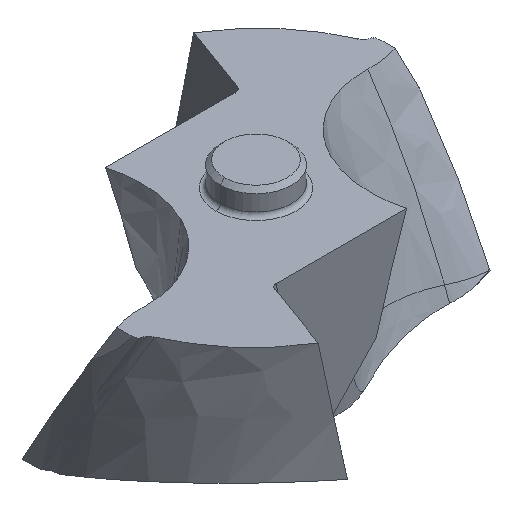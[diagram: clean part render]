
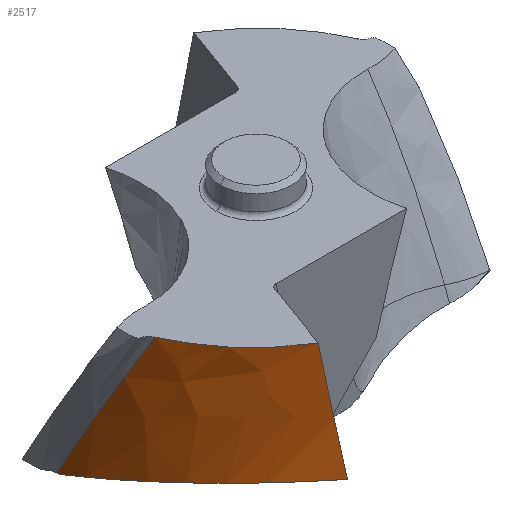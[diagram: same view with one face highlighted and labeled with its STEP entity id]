
A CAD part, isometric view. The second image highlights one B-rep face of the part: STEP entity #2517.
In plain terms, the highlighted free-form (B-spline) face has degree [3, 3] with [7, 5] control points.
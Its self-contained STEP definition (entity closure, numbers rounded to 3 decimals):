
#162=CARTESIAN_POINT('',(-3.577,-5.734,
0.));
#163=CARTESIAN_POINT('',(-4.065,-5.439,
0.));
#164=CARTESIAN_POINT('',(-5.14,-4.586,
0.));
#165=CARTESIAN_POINT('',(-5.914,-3.44,
0.));
#166=CARTESIAN_POINT('',(-6.233,-2.717,
0.));
#764=CARTESIAN_POINT('',(-6.8,0.109,
-5.21));
#774=CARTESIAN_POINT('',(-2.901,-6.074,
-4.262));
#775=CARTESIAN_POINT('',(-3.087,-5.988,
-4.227));
#776=CARTESIAN_POINT('',(-3.445,-5.801,
-4.17));
#777=CARTESIAN_POINT('',(-3.93,-5.493,
-4.112));
#778=CARTESIAN_POINT('',(-4.397,-5.14,
-4.079));
#779=CARTESIAN_POINT('',(-4.823,-4.755,
-4.073));
#780=CARTESIAN_POINT('',(-5.219,-4.331,
-4.093));
#781=CARTESIAN_POINT('',(-5.582,-3.865,
-4.142));
#782=CARTESIAN_POINT('',(-5.892,-3.386,
-4.214));
#783=CARTESIAN_POINT('',(-6.162,-2.881,
-4.311));
#784=CARTESIAN_POINT('',(-6.394,-2.332,
-4.44));
#785=CARTESIAN_POINT('',(-6.568,-1.797,
-4.584));
#786=CARTESIAN_POINT('',(-6.706,-1.189,-4.769));
#787=CARTESIAN_POINT('',(-6.781,-0.63,
-4.958));
#788=CARTESIAN_POINT('',(-6.801,-0.213,
-5.112));
#789=CARTESIAN_POINT('',(-6.801,0.,
-5.195));
#791=CARTESIAN_POINT('',(-6.801,0.,
-5.195));
#792=CARTESIAN_POINT('',(-6.801,0.012,
-5.197));
#793=CARTESIAN_POINT('',(-6.801,0.036,
-5.2));
#794=CARTESIAN_POINT('',(-6.8,0.073,
-5.205));
#795=CARTESIAN_POINT('',(-6.8,0.097,
-5.208));
#796=CARTESIAN_POINT('',(-6.8,0.109,
-5.21));
#798=CARTESIAN_POINT('',(-6.8,0.109,
-5.21));
#799=CARTESIAN_POINT('',(-6.815,-0.442,
-4.188));
#800=CARTESIAN_POINT('',(-6.715,-1.4,
-2.452));
#801=CARTESIAN_POINT('',(-6.399,-2.34,
-0.715));
#802=CARTESIAN_POINT('',(-6.233,-2.717,
0.));
#804=CARTESIAN_POINT('',(-3.577,-5.734,
0.));
#805=CARTESIAN_POINT('',(-3.523,-5.753,
-0.324));
#806=CARTESIAN_POINT('',(-3.421,-5.788,
-0.936));
#807=CARTESIAN_POINT('',(-3.288,-5.841,
-1.748));
#808=CARTESIAN_POINT('',(-3.174,-5.894,
-2.459));
#809=CARTESIAN_POINT('',(-3.073,-5.95,
-3.101));
#810=CARTESIAN_POINT('',(-2.983,-6.009,
-3.698));
#811=CARTESIAN_POINT('',(-2.928,-6.052,
-4.078));
#812=CARTESIAN_POINT('',(-2.901,-6.074,
-4.262));
#964=CARTESIAN_POINT('',(-3.577,-5.734,
0.));
#965=VERTEX_POINT('',#964);
#966=VERTEX_POINT('',#166);
#997=CARTESIAN_POINT('',(-6.801,0.,
-5.195));
#998=VERTEX_POINT('',#997);
#999=VERTEX_POINT('',#774);
#1014=VERTEX_POINT('',#764);
#2473=CARTESIAN_POINT('',(-3.186,-6.003,
-5.262));
#2474=CARTESIAN_POINT('',(-2.778,-6.134,
-4.223));
#2475=CARTESIAN_POINT('',(-1.952,-6.381,
-2.453));
#2476=CARTESIAN_POINT('',(-0.903,-6.608,
-0.682));
#2477=CARTESIAN_POINT('',(-0.432,-6.691,
0.05));
#2478=CARTESIAN_POINT('',(-3.263,-5.962,
-5.262));
#2479=CARTESIAN_POINT('',(-2.856,-6.101,
-4.223));
#2480=CARTESIAN_POINT('',(-2.034,-6.36,
-2.453));
#2481=CARTESIAN_POINT('',(-0.987,-6.599,
-0.682));
#2482=CARTESIAN_POINT('',(-0.518,-6.687,
0.05));
#2483=CARTESIAN_POINT('',(-4.042,-5.53,
-5.262));
#2484=CARTESIAN_POINT('',(-3.655,-5.742,
-4.223));
#2485=CARTESIAN_POINT('',(-2.864,-6.126,
-2.453));
#2486=CARTESIAN_POINT('',(-1.849,-6.49,
-0.682));
#2487=CARTESIAN_POINT('',(-1.392,-6.63,
0.05));
#2488=CARTESIAN_POINT('',(-5.357,-4.417,
-5.262));
#2489=CARTESIAN_POINT('',(-5.032,-4.76,
-4.223));
#2490=CARTESIAN_POINT('',(-4.349,-5.369,
-2.453));
#2491=CARTESIAN_POINT('',(-3.441,-5.957,
-0.682));
#2492=CARTESIAN_POINT('',(-3.029,-6.191,
0.05));
#2493=CARTESIAN_POINT('',(-6.571,-2.259,
-5.262));
#2494=CARTESIAN_POINT('',(-6.398,-2.748,
-4.223));
#2495=CARTESIAN_POINT('',(-5.971,-3.606,
-2.453));
#2496=CARTESIAN_POINT('',(-5.32,-4.444,
-0.682));
#2497=CARTESIAN_POINT('',(-5.014,-4.78,
0.05));
#2498=CARTESIAN_POINT('',(-6.823,-0.617,
-5.262));
#2499=CARTESIAN_POINT('',(-6.778,-1.164,
-4.223));
#2500=CARTESIAN_POINT('',(-6.572,-2.116,
-2.453));
#2501=CARTESIAN_POINT('',(-6.142,-3.049,
-0.682));
#2502=CARTESIAN_POINT('',(-5.927,-3.425,
0.05));
#2503=CARTESIAN_POINT('',(-6.797,0.211,
-5.262));
#2504=CARTESIAN_POINT('',(-6.821,-0.351,
-4.223));
#2505=CARTESIAN_POINT('',(-6.731,-1.33,
-2.453));
#2506=CARTESIAN_POINT('',(-6.418,-2.291,
-0.682));
#2507=CARTESIAN_POINT('',(-6.251,-2.677,
0.05));
#2508=B_SPLINE_SURFACE_WITH_KNOTS('',3,3,((#2473,#2474,#2475,#2476,#2477),
(#2478,#2479,#2480,#2481,#2482),(#2483,#2484,#2485,#2486,#2487),(#2488,#2489,
#2490,#2491,#2492),(#2493,#2494,#2495,#2496,#2497),(#2498,#2499,#2500,#2501,
#2502),(#2503,#2504,#2505,#2506,#2507)),.UNSPECIFIED.,.F.,.F.,.F.,(4,1,1,1,4),
(4,1,4),(0.223,0.25,0.5,0.75,1.008),(
0.067,3.665,6.2),.UNSPECIFIED.);
#2509=ORIENTED_EDGE('',*,*,#1694,.T.);
#2510=ORIENTED_EDGE('',*,*,#1738,.T.);
#2511=ORIENTED_EDGE('',*,*,#2461,.T.);
#2512=ORIENTED_EDGE('',*,*,#1300,.F.);
#2514=ORIENTED_EDGE('',*,*,#2513,.T.);
#2515=EDGE_LOOP('',(#2509,#2510,#2511,#2512,#2514));
#2516=FACE_OUTER_BOUND('',#2515,.F.);
#167=B_SPLINE_CURVE_WITH_KNOTS('',3,(#162,#163,#164,#165,#166),.UNSPECIFIED.,
.F.,.F.,(4,1,4),(0.,0.419,1.),.UNSPECIFIED.);
#790=B_SPLINE_CURVE_WITH_KNOTS('',3,(#774,#775,#776,#777,#778,#779,#780,#781,
#782,#783,#784,#785,#786,#787,#788,#789),.UNSPECIFIED.,.F.,.F.,(4,1,1,1,1,1,1,1,
1,1,1,1,1,4),(0.,0.077,0.154,0.231,
0.308,0.385,0.462,0.538,
0.615,0.692,0.769,0.846,
0.923,1.),.UNSPECIFIED.);
#797=B_SPLINE_CURVE_WITH_KNOTS('',3,(#791,#792,#793,#794,#795,#796),
.UNSPECIFIED.,.F.,.F.,(4,1,1,4),(0.,0.333,0.667,1.),
.UNSPECIFIED.);
#803=B_SPLINE_CURVE_WITH_KNOTS('',3,(#798,#799,#800,#801,#802),.UNSPECIFIED.,
.F.,.F.,(4,1,4),(0.,0.588,1.),.UNSPECIFIED.);
#813=B_SPLINE_CURVE_WITH_KNOTS('',3,(#804,#805,#806,#807,#808,#809,#810,#811,
#812),.UNSPECIFIED.,.F.,.F.,(4,1,1,1,1,1,4),(0.,0.167,
0.333,0.5,0.667,0.833,1.),
.UNSPECIFIED.);
#1300=EDGE_CURVE('',#965,#966,#167,.T.);
#1694=EDGE_CURVE('',#999,#998,#790,.T.);
#1738=EDGE_CURVE('',#998,#1014,#797,.T.);
#2461=EDGE_CURVE('',#1014,#966,#803,.T.);
#2513=EDGE_CURVE('',#965,#999,#813,.T.);
#2517=ADVANCED_FACE('',(#2516),#2508,.F.);
